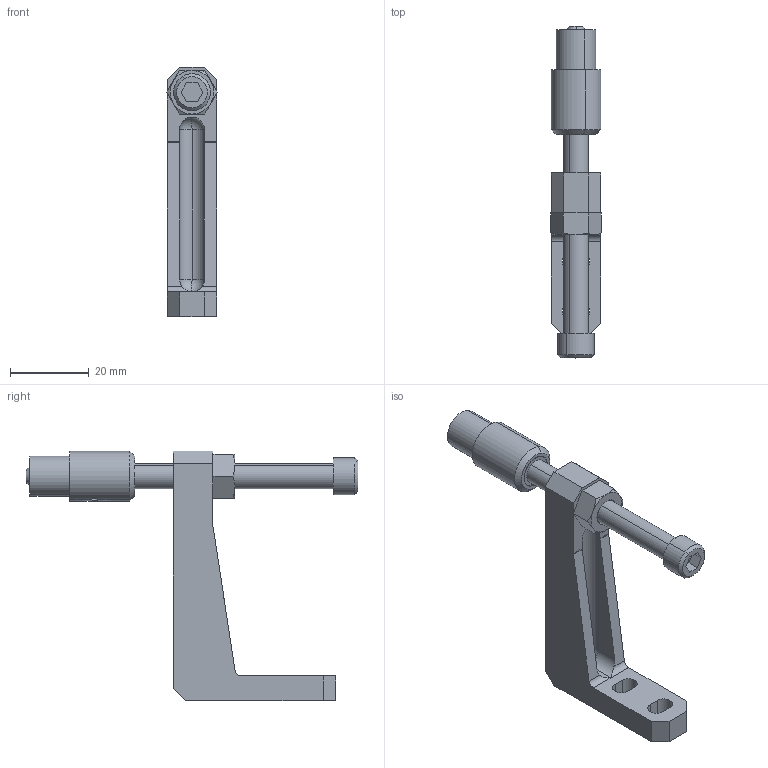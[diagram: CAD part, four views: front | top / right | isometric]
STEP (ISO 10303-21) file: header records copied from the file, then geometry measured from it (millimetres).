
FILE_DESCRIPTION (( 'STEP AP203' ), '1' );
FILE_NAME ('D080727-v3.STEP', '2012-02-29T15:27:33', ( 'Dwayne Giardina' ), ( 'Microsoft' ), 'SwSTEP 2.0', 'SolidWorks 2012', '' );
FILE_SCHEMA (( 'CONFIG_CONTROL_DESIGN' ));
Length unit declared in the file: inch
Products named in the file (10): D080727-v3; Ag-SST_HexNut_HN .25; D080725_Advanced_LIGO_Earthquake_Stop_for_Metal_or_Glass,_2.5_Inch_Glass; Helicoil_0.25-20 X 0.25 LONG; D080724_Advanced_LIGO_Mounting_Cap,_Earthquake_Stop; D060546_Advanced_LIGO_Impact_Absorber_for_Glass_Stops,_Earthquake_Stop; D060548_Advanced_LIGO_Fused_Silica_Earthquake_Stop; D070322_Advanced_LIGO_SUS_HLTS_Earthquake_Stop_Bracket,_Long; Helicoil_0.25-20 X 0.375 LONG; Rounded_SHCS_RSHCS 0.25-20  X 2.5
Assembly tree (9 placements, depth 3):
  D080727-v3
    D070322_Advanced_LIGO_SUS_HLTS_Earthquake_Stop_Bracket,_Long
    Helicoil_0.25-20 X 0.375 LONG
    D080725_Advanced_LIGO_Earthquake_Stop_for_Metal_or_Glass,_2.5_Inch_Glass
      Rounded_SHCS_RSHCS 0.25-20  X 2.5
      Helicoil_0.25-20 X 0.25 LONG
      D080724_Advanced_LIGO_Mounting_Cap,_Earthquake_Stop
      D060546_Advanced_LIGO_Impact_Absorber_for_Glass_Stops,_Earthquake_Stop
      D060548_Advanced_LIGO_Fused_Silica_Earthquake_Stop
    Ag-SST_HexNut_HN .25
Bounding box: 12.83 x 84.48 x 63.5 mm (x, y, z)
Volume: 15252.9 mm3; surface area: 9885.8 mm2
Topology: 8 solids, 8 shells, 128 faces, 300 edges, 184 vertices
Faces by surface type: plane 51, cylinder 46, cone 23, sphere 6, torus 2
Entity records: 4810 total; most frequent: CARTESIAN_POINT 764, DIRECTION 668, ORIENTED_EDGE 580, EDGE_CURVE 290, AXIS2_PLACEMENT_3D 258, VERTEX_POINT 182, VECTOR 152, LINE 152
